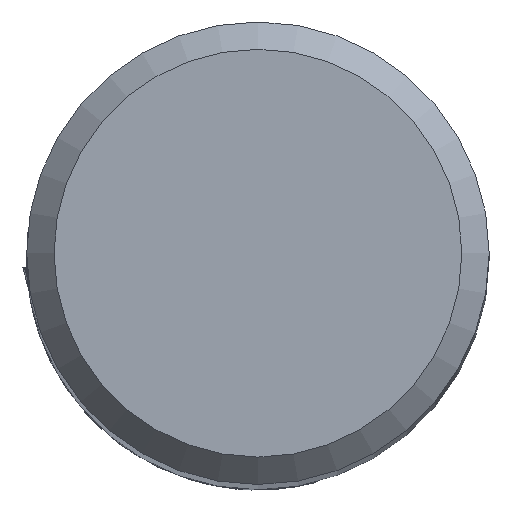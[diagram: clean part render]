
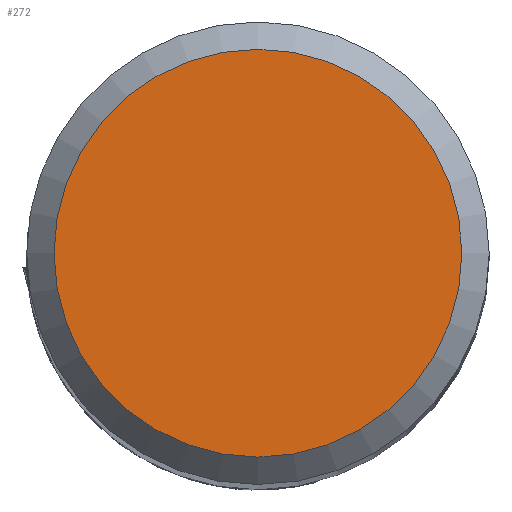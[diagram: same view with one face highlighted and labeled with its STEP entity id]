
A CAD part, top view. The second image highlights one B-rep face of the part: STEP entity #272.
In plain terms, the highlighted planar face has unit normal (0, 0, 1).
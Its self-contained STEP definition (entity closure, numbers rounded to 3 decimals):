
#217=CIRCLE('',#1922,11.185);
#272=ADVANCED_FACE('TB_BL_N5_SU8',(#406),#362,.F.);
#362=PLANE('',#1924);
#406=FACE_OUTER_BOUND('',#512,.T.);
#512=EDGE_LOOP('',(#934));
#934=ORIENTED_EDGE('',*,*,#1579,.T.);
#1397=VERTEX_POINT('',#2820);
#1579=EDGE_CURVE('',#1397,#1397,#217,.T.);
#1922=AXIS2_PLACEMENT_3D('',#2819,#2164,#2165);
#1924=AXIS2_PLACEMENT_3D('',#2822,#2168,#2169);
#2164=DIRECTION('',(0.,0.,1.));
#2165=DIRECTION('',(1.,0.,0.));
#2168=DIRECTION('',(0.,0.,-1.));
#2169=DIRECTION('',(-1.,0.,0.));
#2819=CARTESIAN_POINT('',(0.,0.,0.));
#2820=CARTESIAN_POINT('',(11.185,0.,0.));
#2822=CARTESIAN_POINT('',(11.185,0.,0.));
